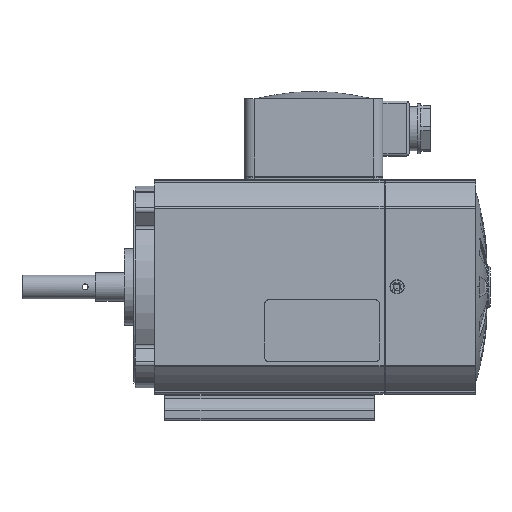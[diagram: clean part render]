
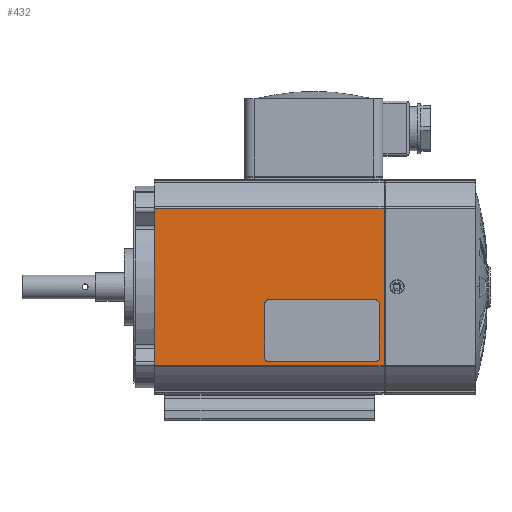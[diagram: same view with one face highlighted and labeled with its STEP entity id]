
A CAD part, top view. The second image highlights one B-rep face of the part: STEP entity #432.
In plain terms, the highlighted planar face has unit normal (0, 0, 1).
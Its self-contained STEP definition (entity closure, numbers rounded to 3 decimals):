
#432 = ADVANCED_FACE( '', ( #1446, #1447 ), #1448, .T. );
#1446 = FACE_BOUND( '', #2751, .T. );
#1447 = FACE_OUTER_BOUND( '', #2752, .T. );
#1448 = PLANE( '', #2753 );
#2751 = EDGE_LOOP( '', ( #6147, #6148, #6149, #6150, #6151, #6152, #6153, #6154 ) );
#2752 = EDGE_LOOP( '', ( #6155, #6156, #6157, #6158 ) );
#2753 = AXIS2_PLACEMENT_3D( '', #6159, #6160, #6161 );
#6147 = ORIENTED_EDGE( '', *, *, #9166, .T. );
#6148 = ORIENTED_EDGE( '', *, *, #9163, .T. );
#6149 = ORIENTED_EDGE( '', *, *, #9160, .T. );
#6150 = ORIENTED_EDGE( '', *, *, #9156, .T. );
#6151 = ORIENTED_EDGE( '', *, *, #9178, .T. );
#6152 = ORIENTED_EDGE( '', *, *, #9175, .T. );
#6153 = ORIENTED_EDGE( '', *, *, #9172, .T. );
#6154 = ORIENTED_EDGE( '', *, *, #9169, .T. );
#6155 = ORIENTED_EDGE( '', *, *, #9228, .T. );
#6156 = ORIENTED_EDGE( '', *, *, #9315, .F. );
#6157 = ORIENTED_EDGE( '', *, *, #9320, .T. );
#6158 = ORIENTED_EDGE( '', *, *, #9318, .T. );
#6159 = CARTESIAN_POINT( '', ( 12.5, -33., 45. ) );
#6160 = DIRECTION( '', ( 0., 0., 1. ) );
#6161 = DIRECTION( '', ( 0., -1., 0. ) );
#9156 = EDGE_CURVE( '', #11367, #11368, #11369, .T. );
#9160 = EDGE_CURVE( '', #11375, #11367, #11376, .T. );
#9163 = EDGE_CURVE( '', #11380, #11375, #11381, .T. );
#9166 = EDGE_CURVE( '', #11385, #11380, #11386, .T. );
#9169 = EDGE_CURVE( '', #11390, #11385, #11391, .T. );
#9172 = EDGE_CURVE( '', #11395, #11390, #11396, .T. );
#9175 = EDGE_CURVE( '', #11400, #11395, #11401, .T. );
#9178 = EDGE_CURVE( '', #11368, #11400, #11405, .T. );
#9228 = EDGE_CURVE( '', #11495, #11496, #11497, .T. );
#9315 = EDGE_CURVE( '', #11635, #11496, #11637, .T. );
#9318 = EDGE_CURVE( '', #11641, #11495, #11642, .T. );
#9320 = EDGE_CURVE( '', #11635, #11641, #11644, .T. );
#11367 = VERTEX_POINT( '', #15472 );
#11368 = VERTEX_POINT( '', #15473 );
#11369 = LINE( '', #15474, #15475 );
#11375 = VERTEX_POINT( '', #15484 );
#11376 = CIRCLE( '', #15485, 1.5 );
#11380 = VERTEX_POINT( '', #15490 );
#11381 = LINE( '', #15491, #15492 );
#11385 = VERTEX_POINT( '', #15498 );
#11386 = CIRCLE( '', #15499, 1.5 );
#11390 = VERTEX_POINT( '', #15504 );
#11391 = LINE( '', #15505, #15506 );
#11395 = VERTEX_POINT( '', #15512 );
#11396 = CIRCLE( '', #15513, 1.5 );
#11400 = VERTEX_POINT( '', #15518 );
#11401 = LINE( '', #15519, #15520 );
#11405 = CIRCLE( '', #15526, 1.5 );
#11495 = VERTEX_POINT( '', #15644 );
#11496 = VERTEX_POINT( '', #15645 );
#11497 = LINE( '', #15646, #15647 );
#11635 = VERTEX_POINT( '', #15843 );
#11637 = LINE( '', #15845, #15846 );
#11641 = VERTEX_POINT( '', #15851 );
#11642 = LINE( '', #15852, #15853 );
#11644 = LINE( '', #15855, #15856 );
#15472 = CARTESIAN_POINT( '', ( 60.5, -5.5, 45. ) );
#15473 = CARTESIAN_POINT( '', ( 105.5, -5.5, 45. ) );
#15474 = CARTESIAN_POINT( '', ( 59., -5.5, 45. ) );
#15475 = VECTOR( '', #18549, 1. );
#15484 = CARTESIAN_POINT( '', ( 59., -7., 45. ) );
#15485 = AXIS2_PLACEMENT_3D( '', #18553, #18554, #18555 );
#15490 = CARTESIAN_POINT( '', ( 59., -30., 45. ) );
#15491 = CARTESIAN_POINT( '', ( 59., -20., 45. ) );
#15492 = VECTOR( '', #18560, 1. );
#15498 = CARTESIAN_POINT( '', ( 60.5, -31.5, 45. ) );
#15499 = AXIS2_PLACEMENT_3D( '', #18563, #18564, #18565 );
#15504 = CARTESIAN_POINT( '', ( 105.5, -31.5, 45. ) );
#15505 = CARTESIAN_POINT( '', ( 36.5, -31.5, 45. ) );
#15506 = VECTOR( '', #18570, 1. );
#15512 = CARTESIAN_POINT( '', ( 107., -30., 45. ) );
#15513 = AXIS2_PLACEMENT_3D( '', #18573, #18574, #18575 );
#15518 = CARTESIAN_POINT( '', ( 107., -7., 45. ) );
#15519 = CARTESIAN_POINT( '', ( 107., -31.5, 45. ) );
#15520 = VECTOR( '', #18580, 1. );
#15526 = AXIS2_PLACEMENT_3D( '', #18583, #18584, #18585 );
#15644 = CARTESIAN_POINT( '', ( 109., -33., 45. ) );
#15645 = CARTESIAN_POINT( '', ( 109., 33., 45. ) );
#15646 = CARTESIAN_POINT( '', ( 109., -16.5, 45. ) );
#15647 = VECTOR( '', #18677, 1. );
#15843 = CARTESIAN_POINT( '', ( 12.5, 33., 45. ) );
#15845 = CARTESIAN_POINT( '', ( 12.5, 33., 45. ) );
#15846 = VECTOR( '', #18820, 1. );
#15851 = CARTESIAN_POINT( '', ( 12.5, -33., 45. ) );
#15852 = CARTESIAN_POINT( '', ( 12.5, -33., 45. ) );
#15853 = VECTOR( '', #18825, 1. );
#15855 = CARTESIAN_POINT( '', ( 12.5, 33., 45. ) );
#15856 = VECTOR( '', #18829, 1. );
#18549 = DIRECTION( '', ( 1., 0., 0. ) );
#18553 = CARTESIAN_POINT( '', ( 60.5, -7., 45. ) );
#18554 = DIRECTION( '', ( 0., 0., -1. ) );
#18555 = DIRECTION( '', ( 0., 1., 0. ) );
#18560 = DIRECTION( '', ( 0., 1., 0. ) );
#18563 = CARTESIAN_POINT( '', ( 60.5, -30., 45. ) );
#18564 = DIRECTION( '', ( 0., 0., -1. ) );
#18565 = DIRECTION( '', ( -1., 0., 0. ) );
#18570 = DIRECTION( '', ( -1., 0., 0. ) );
#18573 = CARTESIAN_POINT( '', ( 105.5, -30., 45. ) );
#18574 = DIRECTION( '', ( 0., 0., -1. ) );
#18575 = DIRECTION( '', ( 0., -1., 0. ) );
#18580 = DIRECTION( '', ( 0., -1., 0. ) );
#18583 = CARTESIAN_POINT( '', ( 105.5, -7., 45. ) );
#18584 = DIRECTION( '', ( 0., 0., -1. ) );
#18585 = DIRECTION( '', ( 1., 0., 0. ) );
#18677 = DIRECTION( '', ( 0., 1., 0. ) );
#18820 = DIRECTION( '', ( 1., 0., 0. ) );
#18825 = DIRECTION( '', ( 1., 0., 0. ) );
#18829 = DIRECTION( '', ( 0., -1., 0. ) );
